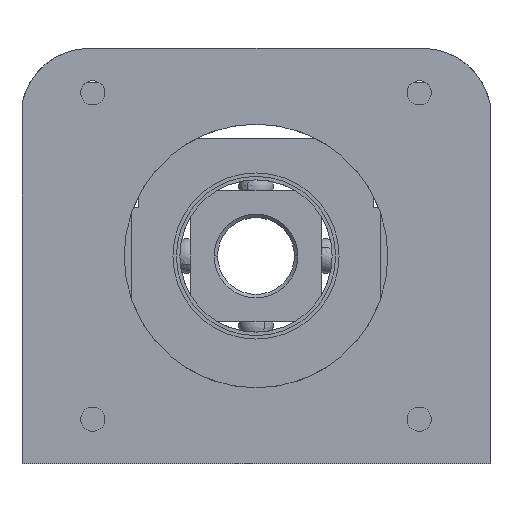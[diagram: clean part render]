
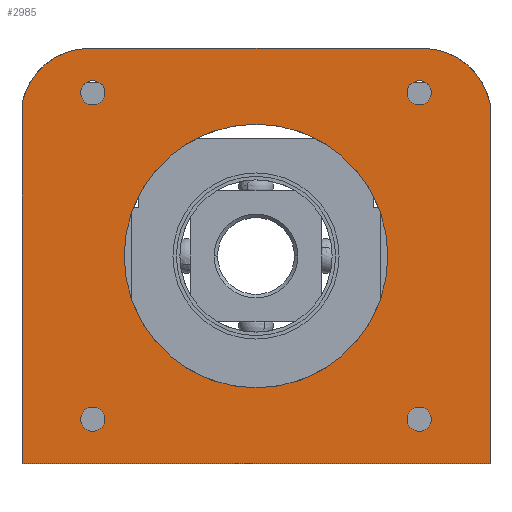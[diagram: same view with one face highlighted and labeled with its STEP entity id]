
A CAD part, left-side view. The second image highlights one B-rep face of the part: STEP entity #2985.
In plain terms, the highlighted planar face has unit normal (-1, 0, 0).
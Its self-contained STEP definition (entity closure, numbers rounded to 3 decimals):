
#2159=CARTESIAN_POINT('Vertex',(0.,33.8,-30.)) ;
#2162=CARTESIAN_POINT('Line Origine',(0.,33.8,-4.005)) ;
#2166=CARTESIAN_POINT('Vertex',(0.,33.8,21.99)) ;
#2662=CARTESIAN_POINT('Vertex',(0.,-33.8,-30.)) ;
#2665=CARTESIAN_POINT('Line Origine',(0.,0.,-30.)) ;
#2856=CARTESIAN_POINT('Axis2P3D Location',(0.,0.,0.)) ;
#2861=CARTESIAN_POINT('Line Origine',(0.,-33.8,-4.005)) ;
#2865=CARTESIAN_POINT('Vertex',(0.,-33.8,21.99)) ;
#2868=CARTESIAN_POINT('Axis2P3D Location',(0.,-24.,20.)) ;
#2872=CARTESIAN_POINT('Vertex',(0.,-24.,30.)) ;
#2875=CARTESIAN_POINT('Line Origine',(0.,0.,30.)) ;
#2879=CARTESIAN_POINT('Vertex',(0.,24.,30.)) ;
#2882=CARTESIAN_POINT('Axis2P3D Location',(0.,24.,20.)) ;
#2895=CARTESIAN_POINT('Axis2P3D Location',(0.,0.,0.)) ;
#2899=CARTESIAN_POINT('Vertex',(0.,19.05,0.)) ;
#2901=CARTESIAN_POINT('Vertex',(0.,-19.05,0.)) ;
#2904=CARTESIAN_POINT('Axis2P3D Location',(0.,0.,0.)) ;
#2913=CARTESIAN_POINT('Axis2P3D Location',(0.,23.582,23.582)) ;
#2917=CARTESIAN_POINT('Vertex',(0.,25.332,23.582)) ;
#2919=CARTESIAN_POINT('Vertex',(0.,21.832,23.582)) ;
#2922=CARTESIAN_POINT('Axis2P3D Location',(0.,23.582,23.582)) ;
#2931=CARTESIAN_POINT('Axis2P3D Location',(0.,-23.582,23.582)) ;
#2935=CARTESIAN_POINT('Vertex',(0.,-25.332,23.582)) ;
#2937=CARTESIAN_POINT('Vertex',(0.,-21.832,23.582)) ;
#2940=CARTESIAN_POINT('Axis2P3D Location',(0.,-23.582,23.582)) ;
#2949=CARTESIAN_POINT('Axis2P3D Location',(0.,23.582,-23.582)) ;
#2953=CARTESIAN_POINT('Vertex',(0.,25.332,-23.582)) ;
#2955=CARTESIAN_POINT('Vertex',(0.,21.832,-23.582)) ;
#2958=CARTESIAN_POINT('Axis2P3D Location',(0.,23.582,-23.582)) ;
#2967=CARTESIAN_POINT('Axis2P3D Location',(0.,-23.582,-23.582)) ;
#2971=CARTESIAN_POINT('Vertex',(0.,-25.332,-23.582)) ;
#2973=CARTESIAN_POINT('Vertex',(0.,-21.832,-23.582)) ;
#2976=CARTESIAN_POINT('Axis2P3D Location',(0.,-23.582,-23.582)) ;
#2163=DIRECTION('Vector Direction',(0.,0.,-1.)) ;
#2666=DIRECTION('Vector Direction',(0.,-1.,0.)) ;
#2857=DIRECTION('Axis2P3D Direction',(1.,0.,0.)) ;
#2858=DIRECTION('Axis2P3D XDirection',(0.,1.,0.)) ;
#2862=DIRECTION('Vector Direction',(0.,0.,-1.)) ;
#2869=DIRECTION('Axis2P3D Direction',(1.,0.,0.)) ;
#2876=DIRECTION('Vector Direction',(0.,1.,0.)) ;
#2883=DIRECTION('Axis2P3D Direction',(1.,0.,0.)) ;
#2896=DIRECTION('Axis2P3D Direction',(1.,0.,0.)) ;
#2905=DIRECTION('Axis2P3D Direction',(1.,0.,0.)) ;
#2914=DIRECTION('Axis2P3D Direction',(1.,0.,0.)) ;
#2923=DIRECTION('Axis2P3D Direction',(1.,0.,0.)) ;
#2932=DIRECTION('Axis2P3D Direction',(1.,0.,0.)) ;
#2941=DIRECTION('Axis2P3D Direction',(1.,0.,0.)) ;
#2950=DIRECTION('Axis2P3D Direction',(1.,0.,0.)) ;
#2959=DIRECTION('Axis2P3D Direction',(1.,0.,0.)) ;
#2968=DIRECTION('Axis2P3D Direction',(1.,0.,0.)) ;
#2977=DIRECTION('Axis2P3D Direction',(1.,0.,0.)) ;
#2859=AXIS2_PLACEMENT_3D('Plane Axis2P3D',#2856,#2857,#2858) ;
#2870=AXIS2_PLACEMENT_3D('Circle Axis2P3D',#2868,#2869,$) ;
#2884=AXIS2_PLACEMENT_3D('Circle Axis2P3D',#2882,#2883,$) ;
#2897=AXIS2_PLACEMENT_3D('Circle Axis2P3D',#2895,#2896,$) ;
#2906=AXIS2_PLACEMENT_3D('Circle Axis2P3D',#2904,#2905,$) ;
#2915=AXIS2_PLACEMENT_3D('Circle Axis2P3D',#2913,#2914,$) ;
#2924=AXIS2_PLACEMENT_3D('Circle Axis2P3D',#2922,#2923,$) ;
#2933=AXIS2_PLACEMENT_3D('Circle Axis2P3D',#2931,#2932,$) ;
#2942=AXIS2_PLACEMENT_3D('Circle Axis2P3D',#2940,#2941,$) ;
#2951=AXIS2_PLACEMENT_3D('Circle Axis2P3D',#2949,#2950,$) ;
#2960=AXIS2_PLACEMENT_3D('Circle Axis2P3D',#2958,#2959,$) ;
#2969=AXIS2_PLACEMENT_3D('Circle Axis2P3D',#2967,#2968,$) ;
#2978=AXIS2_PLACEMENT_3D('Circle Axis2P3D',#2976,#2977,$) ;
#2888=ORIENTED_EDGE('',*,*,#2867,.F.) ;
#2889=ORIENTED_EDGE('',*,*,#2874,.F.) ;
#2890=ORIENTED_EDGE('',*,*,#2881,.F.) ;
#2891=ORIENTED_EDGE('',*,*,#2886,.F.) ;
#2892=ORIENTED_EDGE('',*,*,#2168,.T.) ;
#2893=ORIENTED_EDGE('',*,*,#2669,.F.) ;
#2910=ORIENTED_EDGE('',*,*,#2903,.F.) ;
#2911=ORIENTED_EDGE('',*,*,#2908,.F.) ;
#2928=ORIENTED_EDGE('',*,*,#2921,.T.) ;
#2929=ORIENTED_EDGE('',*,*,#2926,.T.) ;
#2946=ORIENTED_EDGE('',*,*,#2939,.T.) ;
#2947=ORIENTED_EDGE('',*,*,#2944,.T.) ;
#2964=ORIENTED_EDGE('',*,*,#2957,.T.) ;
#2965=ORIENTED_EDGE('',*,*,#2962,.T.) ;
#2982=ORIENTED_EDGE('',*,*,#2975,.T.) ;
#2983=ORIENTED_EDGE('',*,*,#2980,.T.) ;
#2912=FACE_BOUND('',#2909,.T.) ;
#2930=FACE_BOUND('',#2927,.T.) ;
#2948=FACE_BOUND('',#2945,.T.) ;
#2966=FACE_BOUND('',#2963,.T.) ;
#2984=FACE_BOUND('',#2981,.T.) ;
#2164=VECTOR('Line Direction',#2163,1.) ;
#2667=VECTOR('Line Direction',#2666,1.) ;
#2863=VECTOR('Line Direction',#2862,1.) ;
#2877=VECTOR('Line Direction',#2876,1.) ;
#2985=ADVANCED_FACE('\X2\96F64EF651E04F554F53\X0\',(#2894,#2912,#2930,#2948,#2966,#2984),#2860,.F.) ;
#2871=CIRCLE('generated circle',#2870,10.) ;
#2885=CIRCLE('generated circle',#2884,10.) ;
#2898=CIRCLE('generated circle',#2897,19.05) ;
#2907=CIRCLE('generated circle',#2906,19.05) ;
#2916=CIRCLE('generated circle',#2915,1.75) ;
#2925=CIRCLE('generated circle',#2924,1.75) ;
#2934=CIRCLE('generated circle',#2933,1.75) ;
#2943=CIRCLE('generated circle',#2942,1.75) ;
#2952=CIRCLE('generated circle',#2951,1.75) ;
#2961=CIRCLE('generated circle',#2960,1.75) ;
#2970=CIRCLE('generated circle',#2969,1.75) ;
#2979=CIRCLE('generated circle',#2978,1.75) ;
#2168=EDGE_CURVE('',#2167,#2160,#2165,.T.) ;
#2669=EDGE_CURVE('',#2663,#2160,#2668,.F.) ;
#2867=EDGE_CURVE('',#2866,#2663,#2864,.T.) ;
#2874=EDGE_CURVE('',#2873,#2866,#2871,.T.) ;
#2881=EDGE_CURVE('',#2880,#2873,#2878,.F.) ;
#2886=EDGE_CURVE('',#2167,#2880,#2885,.T.) ;
#2903=EDGE_CURVE('',#2900,#2902,#2898,.F.) ;
#2908=EDGE_CURVE('',#2902,#2900,#2907,.F.) ;
#2921=EDGE_CURVE('',#2918,#2920,#2916,.T.) ;
#2926=EDGE_CURVE('',#2920,#2918,#2925,.T.) ;
#2939=EDGE_CURVE('',#2936,#2938,#2934,.T.) ;
#2944=EDGE_CURVE('',#2938,#2936,#2943,.T.) ;
#2957=EDGE_CURVE('',#2954,#2956,#2952,.T.) ;
#2962=EDGE_CURVE('',#2956,#2954,#2961,.T.) ;
#2975=EDGE_CURVE('',#2972,#2974,#2970,.T.) ;
#2980=EDGE_CURVE('',#2974,#2972,#2979,.T.) ;
#2887=EDGE_LOOP('',(#2888,#2889,#2890,#2891,#2892,#2893)) ;
#2909=EDGE_LOOP('',(#2910,#2911)) ;
#2927=EDGE_LOOP('',(#2928,#2929)) ;
#2945=EDGE_LOOP('',(#2946,#2947)) ;
#2963=EDGE_LOOP('',(#2964,#2965)) ;
#2981=EDGE_LOOP('',(#2982,#2983)) ;
#2894=FACE_OUTER_BOUND('',#2887,.T.) ;
#2165=LINE('Line',#2162,#2164) ;
#2668=LINE('Line',#2665,#2667) ;
#2864=LINE('Line',#2861,#2863) ;
#2878=LINE('Line',#2875,#2877) ;
#2860=PLANE('Plane',#2859) ;
#2160=VERTEX_POINT('',#2159) ;
#2167=VERTEX_POINT('',#2166) ;
#2663=VERTEX_POINT('',#2662) ;
#2866=VERTEX_POINT('',#2865) ;
#2873=VERTEX_POINT('',#2872) ;
#2880=VERTEX_POINT('',#2879) ;
#2900=VERTEX_POINT('',#2899) ;
#2902=VERTEX_POINT('',#2901) ;
#2918=VERTEX_POINT('',#2917) ;
#2920=VERTEX_POINT('',#2919) ;
#2936=VERTEX_POINT('',#2935) ;
#2938=VERTEX_POINT('',#2937) ;
#2954=VERTEX_POINT('',#2953) ;
#2956=VERTEX_POINT('',#2955) ;
#2972=VERTEX_POINT('',#2971) ;
#2974=VERTEX_POINT('',#2973) ;
